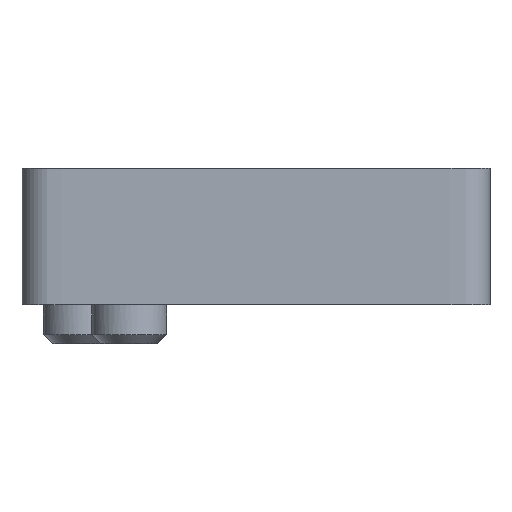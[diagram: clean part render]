
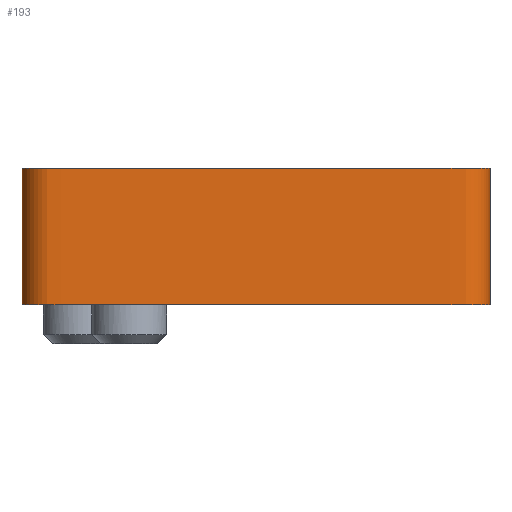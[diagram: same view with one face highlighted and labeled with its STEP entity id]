
A CAD part, front view. The second image highlights one B-rep face of the part: STEP entity #193.
In plain terms, the highlighted free-form (B-spline) face has degree [2, 1] with [11, 2] control points.
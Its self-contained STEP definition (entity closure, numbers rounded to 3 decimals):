
#193=ADVANCED_FACE($,(#373),#2441,.T.);
#373=FACE_OUTER_BOUND($,#553,.T.);
#553=EDGE_LOOP($,(#1184,#1185,#1186,#1187));
#1184=ORIENTED_EDGE($,*,*,#1917,.T.);
#1185=ORIENTED_EDGE($,*,*,#1919,.T.);
#1186=ORIENTED_EDGE($,*,*,#1920,.F.);
#1187=ORIENTED_EDGE($,*,*,#1918,.F.);
#1917=EDGE_CURVE($,#2235,#2236,#2815,.T.);
#1918=EDGE_CURVE($,#2235,#2237,#2882,.T.);
#1919=EDGE_CURVE($,#2236,#2238,#2883,.T.);
#1920=EDGE_CURVE($,#2237,#2238,#2816,.T.);
#2235=VERTEX_POINT($,#9008);
#2236=VERTEX_POINT($,#9009);
#2237=VERTEX_POINT($,#9010);
#2238=VERTEX_POINT($,#9011);
#2441=(
BOUNDED_SURFACE()
B_SPLINE_SURFACE(2,1,((#8184,#8185),(#8186,#8187),(#8188,#8189),(#8190,#8191),
(#8192,#8193),(#8194,#8195),(#8196,#8197),(#8198,#8199),(#8200,#8201),(#8202,
#8203),(#8204,#8205)),.UNSPECIFIED.,.F.,.F.,.F.)
B_SPLINE_SURFACE_WITH_KNOTS((3,2,2,2,2,3),(2,2),(327.086,337.263,
340.405,366.885,370.026,380.204),(0.,
8.89),.UNSPECIFIED.)
GEOMETRIC_REPRESENTATION_ITEM()
RATIONAL_B_SPLINE_SURFACE(((1.,1.),(1.,1.),(1.,1.),(0.707,0.707),
(1.,1.),(1.,1.),(1.,1.),(0.707,0.707),(1.,1.),(1.,
1.),(1.,1.)))
REPRESENTATION_ITEM($)
SURFACE()
);
#2815=B_SPLINE_CURVE_WITH_KNOTS($,1,(#5686,#5687),.UNSPECIFIED.,.F.,.F.,
(2,2),(0.,8.89),.UNSPECIFIED.);
#2816=B_SPLINE_CURVE_WITH_KNOTS($,1,(#5710,#5711),.UNSPECIFIED.,.F.,.F.,
(2,2),(0.,8.89),.UNSPECIFIED.);
#2882=(
BOUNDED_CURVE()
B_SPLINE_CURVE(2,(#5688,#5689,#5690,#5691,#5692,#5693,#5694,#5695,#5696,
#5697,#5698),.UNSPECIFIED.,.F.,.F.)
B_SPLINE_CURVE_WITH_KNOTS((3,2,2,2,2,3),(-380.204,-370.026,
-366.885,-340.405,-337.263,-327.086),
.UNSPECIFIED.)
CURVE()
GEOMETRIC_REPRESENTATION_ITEM()
RATIONAL_B_SPLINE_CURVE((1.,1.,1.,0.707,1.,1.,1.,0.707,
1.,1.,1.))
REPRESENTATION_ITEM($)
);
#2883=(
BOUNDED_CURVE()
B_SPLINE_CURVE(2,(#5699,#5700,#5701,#5702,#5703,#5704,#5705,#5706,#5707,
#5708,#5709),.UNSPECIFIED.,.F.,.F.)
B_SPLINE_CURVE_WITH_KNOTS((3,2,2,2,2,3),(-380.204,-370.026,
-366.885,-340.405,-337.263,-327.086),
.UNSPECIFIED.)
CURVE()
GEOMETRIC_REPRESENTATION_ITEM()
RATIONAL_B_SPLINE_CURVE((1.,1.,1.,0.707,1.,1.,1.,0.707,
1.,1.,1.))
REPRESENTATION_ITEM($)
);
#5686=CARTESIAN_POINT($,(248.92,63.858,0.));
#5687=CARTESIAN_POINT($,(248.92,63.858,8.89));
#5688=CARTESIAN_POINT($,(248.92,63.858,0.));
#5689=CARTESIAN_POINT($,(248.92,58.769,0.));
#5690=CARTESIAN_POINT($,(248.92,53.68,0.));
#5691=CARTESIAN_POINT($,(248.92,51.68,0.));
#5692=CARTESIAN_POINT($,(246.92,51.68,0.));
#5693=CARTESIAN_POINT($,(233.68,51.68,0.));
#5694=CARTESIAN_POINT($,(220.44,51.68,0.));
#5695=CARTESIAN_POINT($,(218.44,51.68,0.));
#5696=CARTESIAN_POINT($,(218.44,53.68,0.));
#5697=CARTESIAN_POINT($,(218.44,58.769,0.));
#5698=CARTESIAN_POINT($,(218.44,63.858,0.));
#5699=CARTESIAN_POINT($,(248.92,63.858,8.89));
#5700=CARTESIAN_POINT($,(248.92,58.769,8.89));
#5701=CARTESIAN_POINT($,(248.92,53.68,8.89));
#5702=CARTESIAN_POINT($,(248.92,51.68,8.89));
#5703=CARTESIAN_POINT($,(246.92,51.68,8.89));
#5704=CARTESIAN_POINT($,(233.68,51.68,8.89));
#5705=CARTESIAN_POINT($,(220.44,51.68,8.89));
#5706=CARTESIAN_POINT($,(218.44,51.68,8.89));
#5707=CARTESIAN_POINT($,(218.44,53.68,8.89));
#5708=CARTESIAN_POINT($,(218.44,58.769,8.89));
#5709=CARTESIAN_POINT($,(218.44,63.858,8.89));
#5710=CARTESIAN_POINT($,(218.44,63.858,0.));
#5711=CARTESIAN_POINT($,(218.44,63.858,8.89));
#8184=CARTESIAN_POINT($,(218.44,63.858,0.));
#8185=CARTESIAN_POINT($,(218.44,63.858,8.89));
#8186=CARTESIAN_POINT($,(218.44,58.769,0.));
#8187=CARTESIAN_POINT($,(218.44,58.769,8.89));
#8188=CARTESIAN_POINT($,(218.44,53.68,0.));
#8189=CARTESIAN_POINT($,(218.44,53.68,8.89));
#8190=CARTESIAN_POINT($,(218.44,51.68,0.));
#8191=CARTESIAN_POINT($,(218.44,51.68,8.89));
#8192=CARTESIAN_POINT($,(220.44,51.68,0.));
#8193=CARTESIAN_POINT($,(220.44,51.68,8.89));
#8194=CARTESIAN_POINT($,(233.68,51.68,0.));
#8195=CARTESIAN_POINT($,(233.68,51.68,8.89));
#8196=CARTESIAN_POINT($,(246.92,51.68,0.));
#8197=CARTESIAN_POINT($,(246.92,51.68,8.89));
#8198=CARTESIAN_POINT($,(248.92,51.68,0.));
#8199=CARTESIAN_POINT($,(248.92,51.68,8.89));
#8200=CARTESIAN_POINT($,(248.92,53.68,0.));
#8201=CARTESIAN_POINT($,(248.92,53.68,8.89));
#8202=CARTESIAN_POINT($,(248.92,58.769,0.));
#8203=CARTESIAN_POINT($,(248.92,58.769,8.89));
#8204=CARTESIAN_POINT($,(248.92,63.858,0.));
#8205=CARTESIAN_POINT($,(248.92,63.858,8.89));
#9008=CARTESIAN_POINT($,(248.92,63.858,0.));
#9009=CARTESIAN_POINT($,(248.92,63.858,8.89));
#9010=CARTESIAN_POINT($,(218.44,63.858,0.));
#9011=CARTESIAN_POINT($,(218.44,63.858,8.89));
